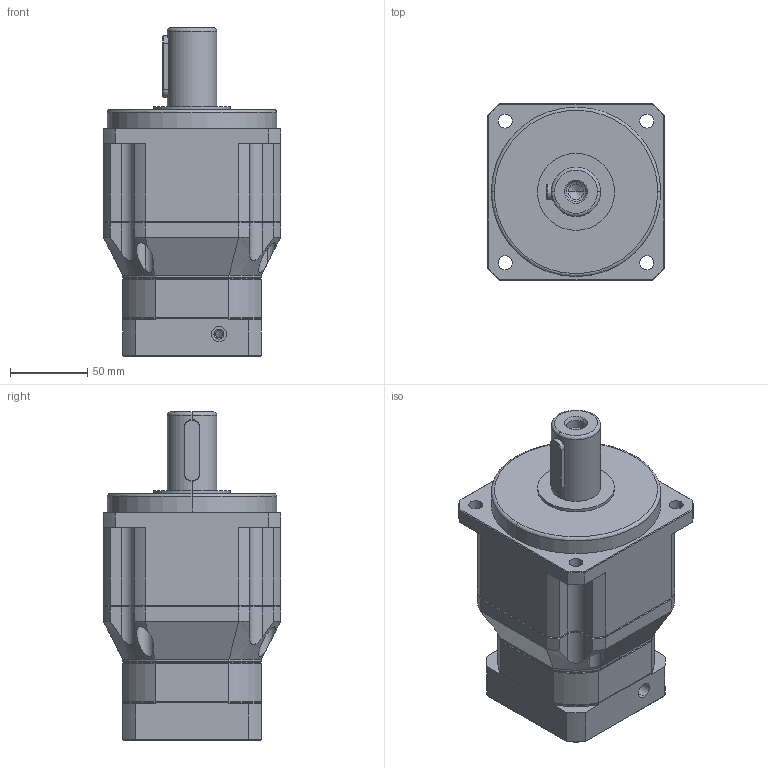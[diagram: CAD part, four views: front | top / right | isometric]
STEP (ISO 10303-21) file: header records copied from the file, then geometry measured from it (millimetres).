
FILE_DESCRIPTION (( 'STEP AP214' ), '1' );
FILE_NAME ('SB115-L2-19-70-90-M5-M6.STEP', '2024-01-05T07:52:08', ( 'admin' ), ( '' ), 'SwSTEP 2.0', 'SolidWorks 2013', '' );
FILE_SCHEMA (( 'AUTOMOTIVE_DESIGN' ));
Length unit declared in the file: millimetre
Products named in the file (4): SB115-L2-19-70-90-M5-M6; SB090-70-90M6; SB115-L2_X2_58F34F537AEF_X0_-19; SB115_X2_8F9351FA7AEF_X0_
Assembly tree (3 placements, depth 2):
  SB115-L2-19-70-90-M5-M6
    SB115_X2_8F9351FA7AEF_X0_
    SB115-L2_X2_58F34F537AEF_X0_-19
    SB090-70-90M6
Bounding box: 115 x 115 x 213 mm (x, y, z)
Volume: 1548236.6 mm3; surface area: 146332 mm2
Topology: 3 solids, 3 shells, 383 faces, 938 edges, 565 vertices
Faces by surface type: cylinder 148, plane 128, cone 100, bspline 7
Entity records: 16508 total; most frequent: CARTESIAN_POINT 3204, DIRECTION 1909, ORIENTED_EDGE 1840, EDGE_CURVE 920, AXIS2_PLACEMENT_3D 750, VERTEX_POINT 565, EDGE_LOOP 443, VECTOR 409
